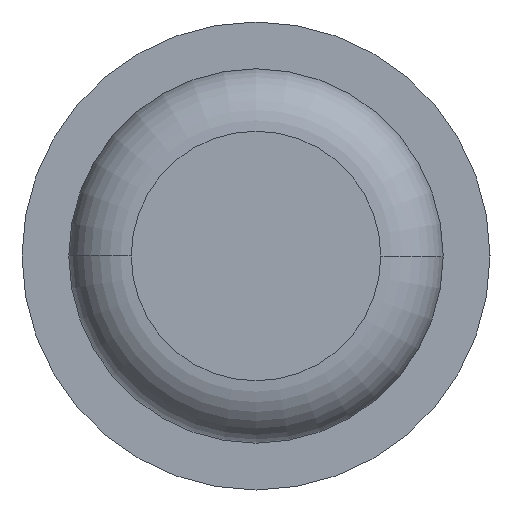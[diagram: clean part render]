
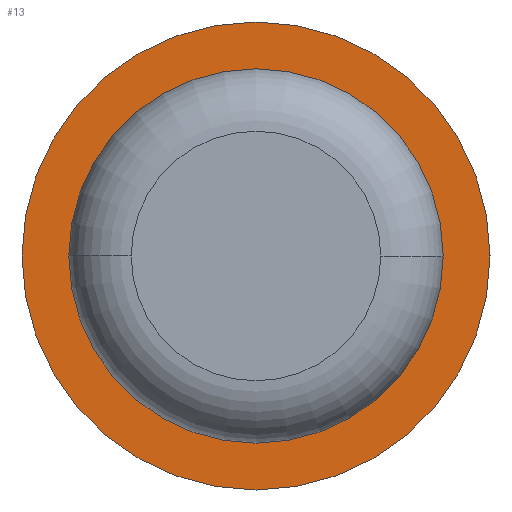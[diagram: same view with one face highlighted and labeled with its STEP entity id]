
A CAD part, left-side view. The second image highlights one B-rep face of the part: STEP entity #13.
In plain terms, the highlighted planar face has unit normal (-1, 0, 0).
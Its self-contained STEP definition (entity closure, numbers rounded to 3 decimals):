
#7 = CARTESIAN_POINT ( 'NONE',  ( 0.7, 0., 0. ) ) ;
#13 = ADVANCED_FACE ( 'NONE', ( #285, #453 ), #66, .T. ) ;
#20 = VERTEX_POINT ( 'NONE', #455 ) ;
#40 = CARTESIAN_POINT ( 'NONE',  ( 0.7, -0.6, 0. ) ) ;
#45 = DIRECTION ( 'NONE',  ( 1., 0., 0. ) ) ;
#53 = CARTESIAN_POINT ( 'NONE',  ( 0.7, 0., 0. ) ) ;
#55 = VERTEX_POINT ( 'NONE', #74 ) ;
#66 = PLANE ( 'NONE',  #547 ) ;
#74 = CARTESIAN_POINT ( 'NONE',  ( 0.7, -0.75, 0. ) ) ;
#88 = DIRECTION ( 'NONE',  ( 0., 1., 0. ) ) ;
#112 = EDGE_CURVE ( 'NONE', #247, #55, #274, .T. ) ;
#117 = CARTESIAN_POINT ( 'NONE',  ( 0.7, 0., 0. ) ) ;
#118 = DIRECTION ( 'NONE',  ( 0., 1., 0. ) ) ;
#150 = CIRCLE ( 'NONE', #209, 0.75 ) ;
#173 = DIRECTION ( 'NONE',  ( 1., 0., 0. ) ) ;
#185 = EDGE_CURVE ( 'NONE', #20, #502, #403, .T. ) ;
#191 = DIRECTION ( 'NONE',  ( 1., 0., 0. ) ) ;
#209 = AXIS2_PLACEMENT_3D ( 'NONE', #213, #173, #118 ) ;
#213 = CARTESIAN_POINT ( 'NONE',  ( 0.7, 0., 0. ) ) ;
#247 = VERTEX_POINT ( 'NONE', #311 ) ;
#257 = EDGE_CURVE ( 'NONE', #502, #20, #513, .T. ) ;
#263 = ORIENTED_EDGE ( 'NONE', *, *, #257, .T. ) ;
#274 = CIRCLE ( 'NONE', #347, 0.75 ) ;
#285 = FACE_BOUND ( 'NONE', #526, .T. ) ;
#311 = CARTESIAN_POINT ( 'NONE',  ( 0.7, 0.75, 0. ) ) ;
#326 = AXIS2_PLACEMENT_3D ( 'NONE', #53, #401, #531 ) ;
#329 = ORIENTED_EDGE ( 'NONE', *, *, #112, .F. ) ;
#347 = AXIS2_PLACEMENT_3D ( 'NONE', #117, #45, #420 ) ;
#377 = DIRECTION ( 'NONE',  ( 0., -1., 0. ) ) ;
#395 = ORIENTED_EDGE ( 'NONE', *, *, #546, .F. ) ;
#401 = DIRECTION ( 'NONE',  ( 1., 0., 0. ) ) ;
#403 = CIRCLE ( 'NONE', #460, 0.6 ) ;
#420 = DIRECTION ( 'NONE',  ( 0., 1., 0. ) ) ;
#452 = EDGE_LOOP ( 'NONE', ( #329, #395 ) ) ;
#453 = FACE_OUTER_BOUND ( 'NONE', #452, .T. ) ;
#455 = CARTESIAN_POINT ( 'NONE',  ( 0.7, 0.6, 0. ) ) ;
#460 = AXIS2_PLACEMENT_3D ( 'NONE', #7, #191, #88 ) ;
#482 = ORIENTED_EDGE ( 'NONE', *, *, #185, .T. ) ;
#493 = DIRECTION ( 'NONE',  ( -1., 0., 0. ) ) ;
#502 = VERTEX_POINT ( 'NONE', #40 ) ;
#505 = CARTESIAN_POINT ( 'NONE',  ( 0.7, 0.6, 0. ) ) ;
#513 = CIRCLE ( 'NONE', #326, 0.6 ) ;
#526 = EDGE_LOOP ( 'NONE', ( #482, #263 ) ) ;
#531 = DIRECTION ( 'NONE',  ( 0., 1., 0. ) ) ;
#546 = EDGE_CURVE ( 'NONE', #55, #247, #150, .T. ) ;
#547 = AXIS2_PLACEMENT_3D ( 'NONE', #505, #493, #377 ) ;
